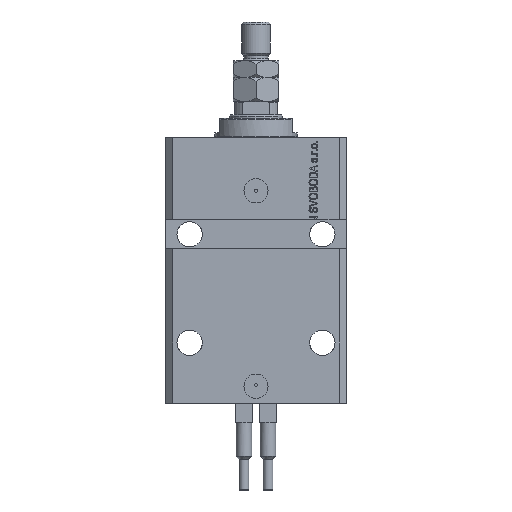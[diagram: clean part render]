
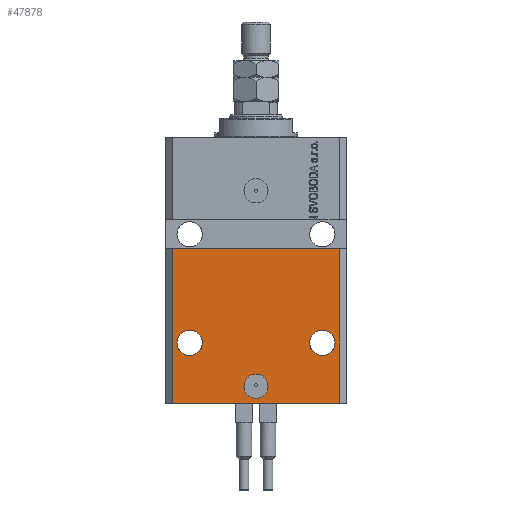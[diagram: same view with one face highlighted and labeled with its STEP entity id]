
A CAD part, front view. The second image highlights one B-rep face of the part: STEP entity #47878.
In plain terms, the highlighted planar face has unit normal (0, -1, 0).
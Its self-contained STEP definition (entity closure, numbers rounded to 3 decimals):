
#903 = ORIENTED_EDGE ( 'NONE', *, *, #40668, .T. ) ;
#1172 = AXIS2_PLACEMENT_3D ( 'NONE', #31746, #31996, #4815 ) ;
#1400 = CARTESIAN_POINT ( 'NONE',  ( -34.5, -27.5, -110. ) ) ;
#2007 = EDGE_CURVE ( 'NONE', #3813, #13214, #20519, .T. ) ;
#2494 = VERTEX_POINT ( 'NONE', #11774 ) ;
#2571 = DIRECTION ( 'NONE',  ( 1., 0., 0. ) ) ;
#3813 = VERTEX_POINT ( 'NONE', #1400 ) ;
#4512 = ORIENTED_EDGE ( 'NONE', *, *, #31576, .F. ) ;
#4815 = DIRECTION ( 'NONE',  ( 1., 0., 0. ) ) ;
#4997 = CARTESIAN_POINT ( 'NONE',  ( -27.5, -27.5, -85. ) ) ;
#6746 = VECTOR ( 'NONE', #47406, 1000. ) ;
#6825 = AXIS2_PLACEMENT_3D ( 'NONE', #9545, #32952, #24896 ) ;
#6828 = CARTESIAN_POINT ( 'NONE',  ( -34.5, -27.5, -110. ) ) ;
#6978 = VERTEX_POINT ( 'NONE', #49616 ) ;
#7769 = ORIENTED_EDGE ( 'NONE', *, *, #30540, .F. ) ;
#8059 = CARTESIAN_POINT ( 'NONE',  ( 34.5, -27.5, -110. ) ) ;
#8411 = EDGE_CURVE ( 'NONE', #35981, #16247, #23693, .T. ) ;
#9545 = CARTESIAN_POINT ( 'NONE',  ( 27.5, -27.5, -85. ) ) ;
#9753 = CARTESIAN_POINT ( 'NONE',  ( -34.5, -27.5, -110. ) ) ;
#10048 = ORIENTED_EDGE ( 'NONE', *, *, #12156, .F. ) ;
#10142 = VERTEX_POINT ( 'NONE', #48438 ) ;
#10269 = CIRCLE ( 'NONE', #13461, 5.25 ) ;
#11279 = ORIENTED_EDGE ( 'NONE', *, *, #44531, .F. ) ;
#11774 = CARTESIAN_POINT ( 'NONE',  ( -32.75, -27.5, -85. ) ) ;
#12142 = AXIS2_PLACEMENT_3D ( 'NONE', #4997, #19608, #12798 ) ;
#12156 = EDGE_CURVE ( 'NONE', #28366, #35532, #37527, .T. ) ;
#12798 = DIRECTION ( 'NONE',  ( -1., 0., 0. ) ) ;
#13214 = VERTEX_POINT ( 'NONE', #8059 ) ;
#13461 = AXIS2_PLACEMENT_3D ( 'NONE', #48929, #35335, #31559 ) ;
#13532 = FACE_BOUND ( 'NONE', #46529, .T. ) ;
#13807 = CARTESIAN_POINT ( 'NONE',  ( 5., -27.5, -103. ) ) ;
#15069 = ORIENTED_EDGE ( 'NONE', *, *, #8411, .F. ) ;
#15363 = EDGE_LOOP ( 'NONE', ( #4512, #7769, #31410, #903 ) ) ;
#16247 = VERTEX_POINT ( 'NONE', #34312 ) ;
#16972 = CIRCLE ( 'NONE', #12142, 5.25 ) ;
#17206 = EDGE_CURVE ( 'NONE', #2494, #6978, #10269, .T. ) ;
#17669 = CARTESIAN_POINT ( 'NONE',  ( -37.5, -27.5, -46. ) ) ;
#19608 = DIRECTION ( 'NONE',  ( 0., -1., 0. ) ) ;
#19684 = DIRECTION ( 'NONE',  ( 1., 0., 0. ) ) ;
#19935 = DIRECTION ( 'NONE',  ( 0., -1., 0. ) ) ;
#20519 = LINE ( 'NONE', #32090, #6746 ) ;
#21830 = AXIS2_PLACEMENT_3D ( 'NONE', #44683, #48936, #30090 ) ;
#23693 = CIRCLE ( 'NONE', #6825, 5.25 ) ;
#24896 = DIRECTION ( 'NONE',  ( 1., 0., 0. ) ) ;
#25625 = EDGE_CURVE ( 'NONE', #6978, #2494, #16972, .T. ) ;
#26641 = ORIENTED_EDGE ( 'NONE', *, *, #25625, .F. ) ;
#27255 = DIRECTION ( 'NONE',  ( 0., 0., 1. ) ) ;
#28366 = VERTEX_POINT ( 'NONE', #13807 ) ;
#28877 = FACE_OUTER_BOUND ( 'NONE', #15363, .T. ) ;
#29485 = DIRECTION ( 'NONE',  ( 0., 0., 1. ) ) ;
#29743 = VECTOR ( 'NONE', #2571, 1000. ) ;
#29766 = EDGE_CURVE ( 'NONE', #35532, #28366, #43491, .T. ) ;
#30090 = DIRECTION ( 'NONE',  ( 1., 0., 0. ) ) ;
#30540 = EDGE_CURVE ( 'NONE', #3813, #49346, #40536, .T. ) ;
#30728 = CARTESIAN_POINT ( 'NONE',  ( -5., -27.5, -103. ) ) ;
#31038 = CARTESIAN_POINT ( 'NONE',  ( 34.5, -27.5, -110. ) ) ;
#31410 = ORIENTED_EDGE ( 'NONE', *, *, #2007, .T. ) ;
#31559 = DIRECTION ( 'NONE',  ( -1., 0., 0. ) ) ;
#31564 = VECTOR ( 'NONE', #27255, 1000. ) ;
#31576 = EDGE_CURVE ( 'NONE', #49346, #10142, #33274, .T. ) ;
#31746 = CARTESIAN_POINT ( 'NONE',  ( 27.5, -27.5, -85. ) ) ;
#31996 = DIRECTION ( 'NONE',  ( 0., -1., 0. ) ) ;
#32006 = CARTESIAN_POINT ( 'NONE',  ( 0., -27.5, -103. ) ) ;
#32020 = EDGE_LOOP ( 'NONE', ( #10048, #38022 ) ) ;
#32090 = CARTESIAN_POINT ( 'NONE',  ( -34.5, -27.5, -110. ) ) ;
#32203 = ORIENTED_EDGE ( 'NONE', *, *, #17206, .F. ) ;
#32664 = FACE_BOUND ( 'NONE', #32020, .T. ) ;
#32909 = CARTESIAN_POINT ( 'NONE',  ( 32.75, -27.5, -85. ) ) ;
#32952 = DIRECTION ( 'NONE',  ( 0., -1., 0. ) ) ;
#33274 = LINE ( 'NONE', #17669, #29743 ) ;
#33371 = AXIS2_PLACEMENT_3D ( 'NONE', #9753, #48224, #44467 ) ;
#34312 = CARTESIAN_POINT ( 'NONE',  ( 22.25, -27.5, -85. ) ) ;
#35335 = DIRECTION ( 'NONE',  ( 0., -1., 0. ) ) ;
#35532 = VERTEX_POINT ( 'NONE', #30728 ) ;
#35981 = VERTEX_POINT ( 'NONE', #32909 ) ;
#36354 = CARTESIAN_POINT ( 'NONE',  ( -34.5, -27.5, -46. ) ) ;
#37351 = CIRCLE ( 'NONE', #1172, 5.25 ) ;
#37527 = CIRCLE ( 'NONE', #40721, 5. ) ;
#38022 = ORIENTED_EDGE ( 'NONE', *, *, #29766, .F. ) ;
#39478 = EDGE_LOOP ( 'NONE', ( #15069, #11279 ) ) ;
#40536 = LINE ( 'NONE', #6828, #44968 ) ;
#40668 = EDGE_CURVE ( 'NONE', #13214, #10142, #41860, .T. ) ;
#40721 = AXIS2_PLACEMENT_3D ( 'NONE', #32006, #19935, #19684 ) ;
#41860 = LINE ( 'NONE', #31038, #31564 ) ;
#43491 = CIRCLE ( 'NONE', #21830, 5. ) ;
#44217 = PLANE ( 'NONE',  #33371 ) ;
#44467 = DIRECTION ( 'NONE',  ( 0., 0., -1. ) ) ;
#44531 = EDGE_CURVE ( 'NONE', #16247, #35981, #37351, .T. ) ;
#44683 = CARTESIAN_POINT ( 'NONE',  ( 0., -27.5, -103. ) ) ;
#44968 = VECTOR ( 'NONE', #29485, 1000. ) ;
#46529 = EDGE_LOOP ( 'NONE', ( #26641, #32203 ) ) ;
#47406 = DIRECTION ( 'NONE',  ( 1., 0., 0. ) ) ;
#47878 = ADVANCED_FACE ( 'NONE', ( #32664, #47978, #13532, #28877 ), #44217, .T. ) ;
#47978 = FACE_BOUND ( 'NONE', #39478, .T. ) ;
#48224 = DIRECTION ( 'NONE',  ( 0., -1., 0. ) ) ;
#48438 = CARTESIAN_POINT ( 'NONE',  ( 34.5, -27.5, -46. ) ) ;
#48929 = CARTESIAN_POINT ( 'NONE',  ( -27.5, -27.5, -85. ) ) ;
#48936 = DIRECTION ( 'NONE',  ( 0., -1., 0. ) ) ;
#49346 = VERTEX_POINT ( 'NONE', #36354 ) ;
#49616 = CARTESIAN_POINT ( 'NONE',  ( -22.25, -27.5, -85. ) ) ;
